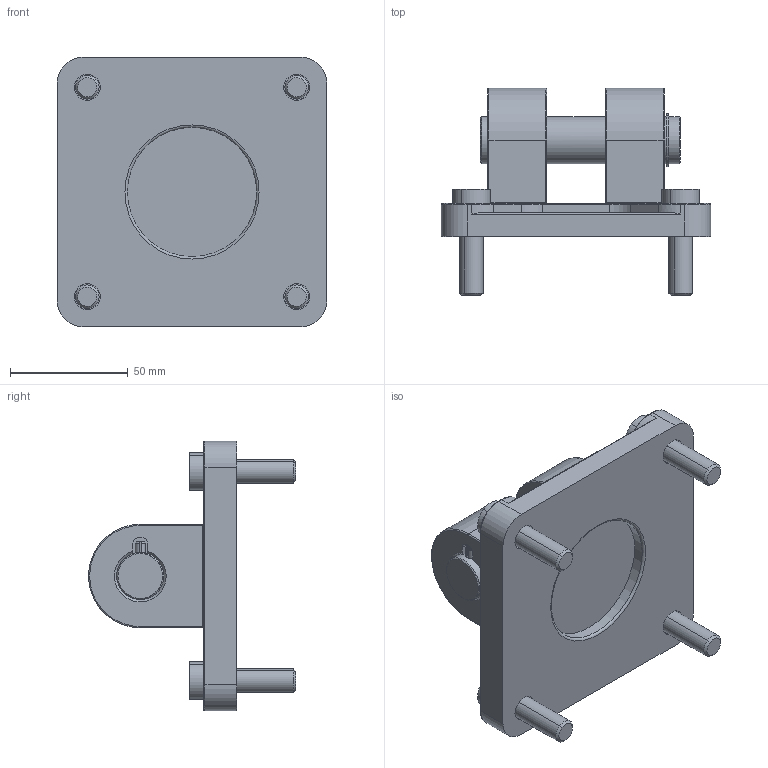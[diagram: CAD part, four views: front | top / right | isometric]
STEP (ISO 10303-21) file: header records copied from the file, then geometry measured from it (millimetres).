
FILE_DESCRIPTION(('HOOPS Exchange Step'),'2;1');
FILE_NAME('export-20F157FD-C666-4153-9A2D-C79BF929A8F8.stp','2021-09-30T17:11:50+02:00',('User'),('Alibre'),'HOOPS Exchange 2020.1','Alibre','Unknown authorisation');
FILE_SCHEMA( ('AP242_MANAGED_MODEL_BASED_3D_ENGINEERING_MIM_LF {1 0 10303 442 1 1 4 }') );
Length unit declared in the file: millimetre
Products named in the file (5): 5565-1 Hinge frame; 5565-2 hinge shaft; 5565-3 Circlip; 5219 DIN 912 metric bolts M10x35; 5565 Z40W0951002003SP Female Hinge - Model B 100- for Rod-Eye GA-M M20x1.5
Assembly tree (7 placements, depth 2):
  5565 Z40W0951002003SP Female Hinge - Model B 100- for Rod-Eye GA-M M20x1.5
    5565-1 Hinge frame
    5565-2 hinge shaft
    5565-3 Circlip
    5219 DIN 912 metric bolts M10x35  x4
Bounding box: 114.5 x 88 x 114.5 mm (x, y, z)
Volume: 273880.9 mm3; surface area: 63329.3 mm2
Topology: 7 solids, 7 shells, 243 faces, 595 edges, 376 vertices
Faces by surface type: cylinder 100, plane 87, cone 27, torus 25, bspline 4
Full cylindrical faces by diameter (mm): 1.8 x2, 4.3 x1, 11 x4, 18 x4, 19 x1, 20 x4, 55 x1
Entity records: 8819 total; most frequent: CARTESIAN_POINT 4015, DIRECTION 1071, ORIENTED_EDGE 926, EDGE_CURVE 463, AXIS2_PLACEMENT_3D 432, VERTEX_POINT 298, CIRCLE 233, EDGE_LOOP 215
